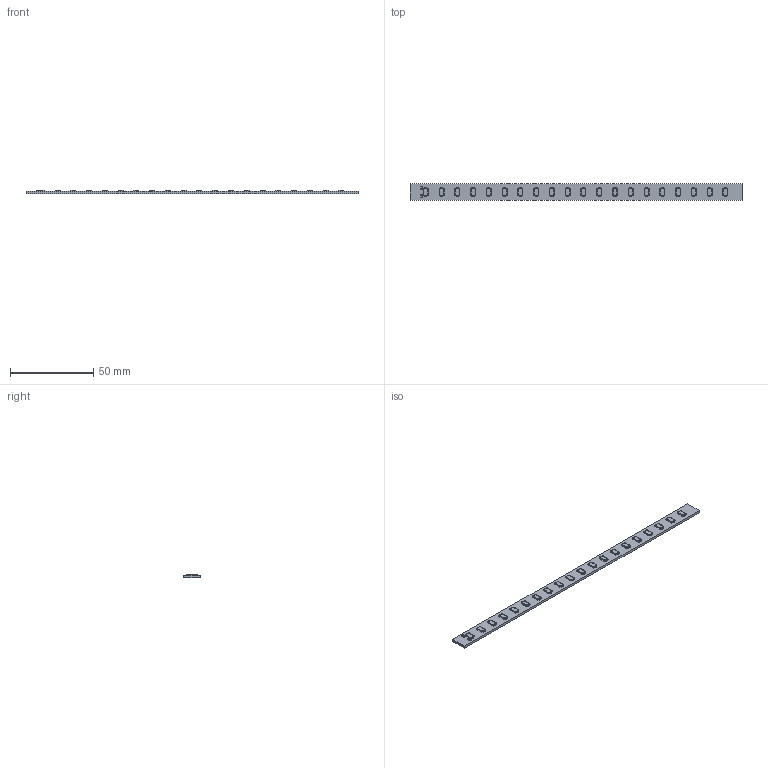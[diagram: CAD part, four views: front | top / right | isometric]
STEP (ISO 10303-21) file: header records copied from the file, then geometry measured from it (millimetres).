
FILE_DESCRIPTION(('Open CASCADE Model'),'2;1');
FILE_NAME('Open CASCADE Shape Model','2019-02-03T17:59:58',('Author'),( 'Open CASCADE'),'Open CASCADE STEP processor 6.8','Open CASCADE 6.8' ,'Unknown');
FILE_SCHEMA(('AUTOMOTIVE_DESIGN { 1 0 10303 214 1 1 1 1 }'));
Length unit declared in the file: millimetre
Products named in the file (26): PCB; Board; R2; RES0805; R1; D20; LED_5730; D19; D18; D17; D16; D15; D14; D13; D12; D11; D10; D9; D8; D7; D6; D5; D4; D3; D2; D1
Assembly tree (45 placements, depth 3):
  PCB
    Board
    R2
      RES0805
    R1
      RES0805
    D20
      LED_5730
    D19
      LED_5730
    D18
      LED_5730
    D17
      LED_5730
    D16
      LED_5730
    D15
      LED_5730
    D14
      LED_5730
    D13
      LED_5730
    D12
      LED_5730
    D11
      LED_5730
    D10
      LED_5730
    D9
      LED_5730
    D8
      LED_5730
    D7
      LED_5730
    D6
      LED_5730
    D5
      LED_5730
    D4
      LED_5730
    D3
      LED_5730
    D2
      LED_5730
    D1
      LED_5730
Bounding box: 200 x 10 x 2.31 mm (x, y, z)
Volume: 3238.2 mm3; surface area: 6327.8 mm2
Topology: 109 solids, 109 shells, 2962 faces, 7712 edges, 4916 vertices
Faces by surface type: bspline 2076, plane 886
Entity records: 11670 total; most frequent: CARTESIAN_POINT 7095, ORIENTED_EDGE 1176, EDGE_CURVE 588, B_SPLINE_CURVE_WITH_KNOTS 515, VERTEX_POINT 383, FACE_BOUND 257, EDGE_LOOP 257, ADVANCED_FACE 242
